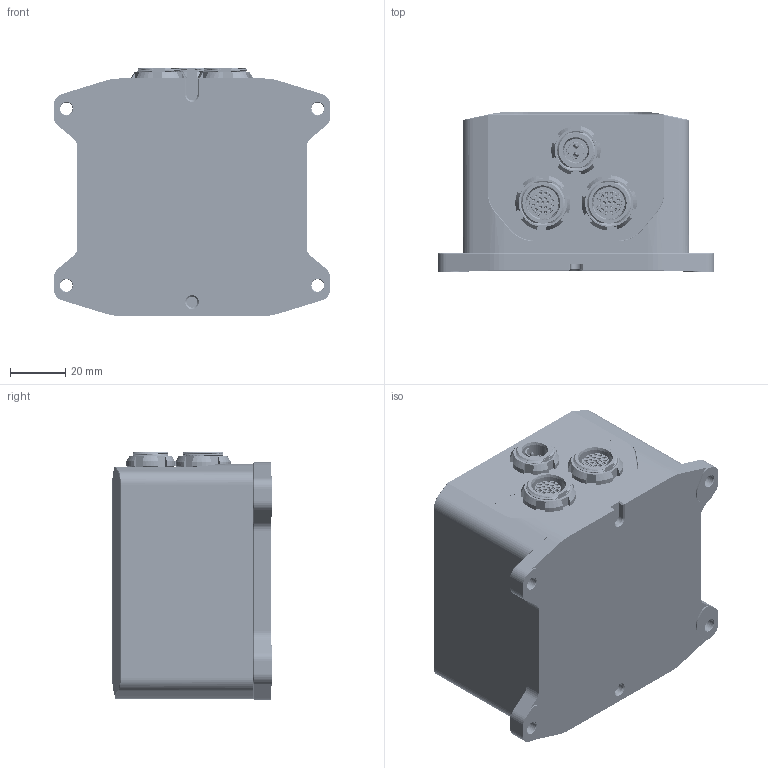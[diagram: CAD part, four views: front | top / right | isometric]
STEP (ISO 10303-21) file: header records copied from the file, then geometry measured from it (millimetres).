
FILE_DESCRIPTION (( 'STEP AP214' ), '1' );
FILE_NAME ('EKINOX-E.STEP', '2013-05-23T14:40:35', ( 'Stéphane' ), ( 'Microsoft' ), 'SwSTEP 2.0', 'SolidWorks 2012', '' );
FILE_SCHEMA (( 'AUTOMOTIVE_DESIGN' ));
Length unit declared in the file: millimetre
Products named in the file (9): Fischer-AL1731-DBPU-103-Z051PB11-12G13; Fischer-AL1731-DBPU-104-A092PB12-12G13; Fischer-AL1731-SLOTTED-NUT-104; Fischer-AL1731-DBPU-104-A092PB11-12G13; EKINOX-LABEL; EKINOX-COVER-E; EKINOX-BASE; EKINOX-E; Fischer-AL1731-SLOTTED-NUT-103
Assembly tree (9 placements, depth 2):
  EKINOX-E
    EKINOX-BASE
    EKINOX-COVER-E
    EKINOX-LABEL
    Fischer-AL1731-DBPU-104-A092PB11-12G13
    Fischer-AL1731-SLOTTED-NUT-104  x2
    Fischer-AL1731-DBPU-104-A092PB12-12G13
    Fischer-AL1731-DBPU-103-Z051PB11-12G13
    Fischer-AL1731-SLOTTED-NUT-103
Bounding box: 100 x 58 x 89.75 mm (x, y, z)
Volume: 410910.5 mm3; surface area: 70663 mm2
Topology: 15 solids, 23 shells, 3474 faces, 10059 edges, 6749 vertices
Faces by surface type: plane 1230, cylinder 1223, bspline 530, cone 437, torus 34, sphere 20
Entity records: 187895 total; most frequent: CARTESIAN_POINT 74947, ORIENTED_EDGE 19608, DIRECTION 13064, EDGE_CURVE 9804, VERTEX_POINT 6634, AXIS2_PLACEMENT_3D 4776, B_SPLINE_CURVE_WITH_KNOTS 4344, EDGE_LOOP 3744
